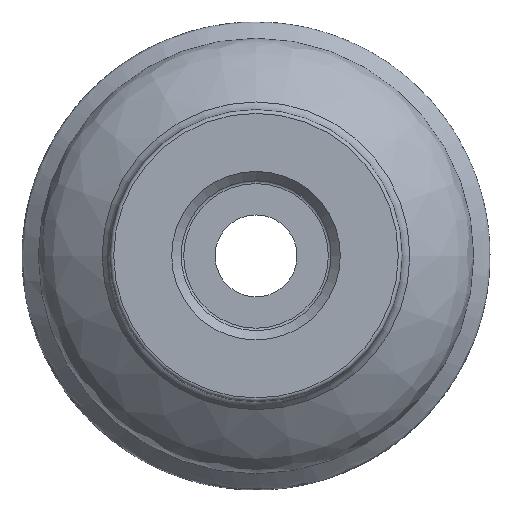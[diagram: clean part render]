
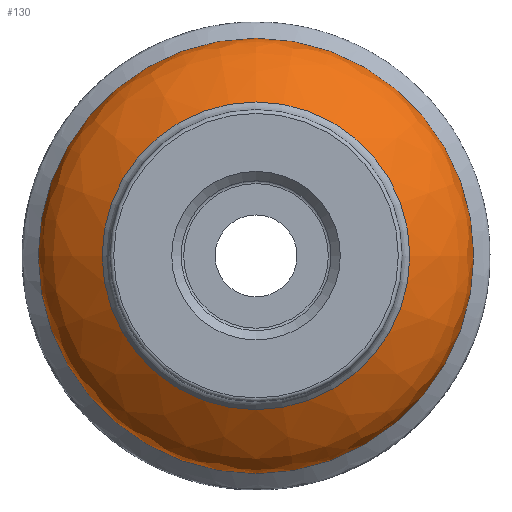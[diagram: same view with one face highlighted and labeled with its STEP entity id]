
A CAD part, top view. The second image highlights one B-rep face of the part: STEP entity #130.
In plain terms, the highlighted face is a revolution surface.
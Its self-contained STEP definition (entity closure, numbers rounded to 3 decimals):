
#104=SURFACE_OF_REVOLUTION('',#108,#106);
#106=AXIS1_PLACEMENT('',#680,#559);
#108=B_SPLINE_CURVE_WITH_KNOTS('',3,(#676,#677,#678,#679),.UNSPECIFIED.,
 .F.,.F.,(4,4),(0.,1.),.UNSPECIFIED.);
#130=ADVANCED_FACE('',(#164,#165),#104,.F.);
#164=FACE_BOUND('',#215,.T.);
#165=FACE_BOUND('',#216,.T.);
#215=EDGE_LOOP('',(#265));
#216=EDGE_LOOP('',(#266));
#265=ORIENTED_EDGE('',*,*,#338,.T.);
#266=ORIENTED_EDGE('',*,*,#337,.F.);
#311=VERTEX_POINT('',#672);
#312=VERTEX_POINT('',#675);
#337=EDGE_CURVE('',#311,#311,#362,.T.);
#338=EDGE_CURVE('',#312,#312,#363,.T.);
#362=CIRCLE('',#478,32.857);
#363=CIRCLE('',#480,46.495);
#478=AXIS2_PLACEMENT_3D('',#671,#553,#554);
#480=AXIS2_PLACEMENT_3D('',#674,#557,#558);
#553=DIRECTION('',(0.,0.,1.));
#554=DIRECTION('',(0.,1.,0.));
#557=DIRECTION('',(0.,0.,1.));
#558=DIRECTION('',(0.,1.,0.));
#559=DIRECTION('',(0.,0.,1.));
#671=CARTESIAN_POINT('',(0.,0.,-16.725));
#672=CARTESIAN_POINT('',(0.,32.857,-16.725));
#674=CARTESIAN_POINT('',(0.,0.,-31.173));
#675=CARTESIAN_POINT('',(0.,46.495,-31.173));
#676=CARTESIAN_POINT('',(0.,32.857,-16.725));
#677=CARTESIAN_POINT('',(0.,34.628,-18.311));
#678=CARTESIAN_POINT('',(0.,46.495,-24.406));
#679=CARTESIAN_POINT('',(0.,46.495,-31.173));
#680=CARTESIAN_POINT('',(0.,0.,1.881));
